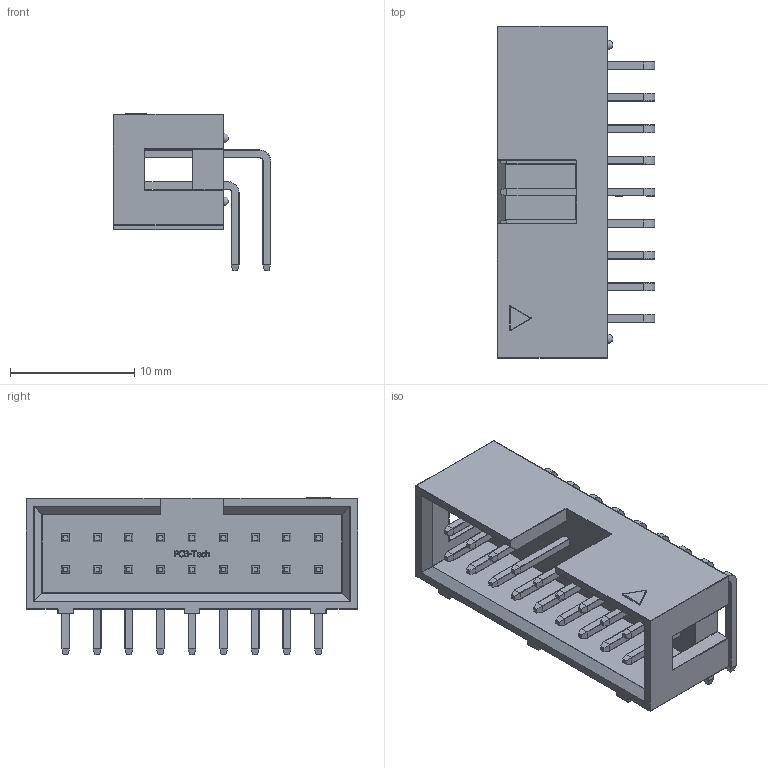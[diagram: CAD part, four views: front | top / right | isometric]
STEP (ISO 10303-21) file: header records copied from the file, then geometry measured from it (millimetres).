
FILE_DESCRIPTION(/* description */ (''),/* implementation_level */ '2;1');
FILE_NAME(/* name */ '18-Pin Shrouded Header (IDC) Right Angle.STEP',/* time_stamp */ '2019-09-21T08:52:22+02:00',/* author */ ('Bernd das Brot'),/* organization */ (''),/* preprocessor_version */ 'ST-DEVELOPER v17',/* originating_system */ 'Autodesk Inventor 2019',/* authorisation */ '');
FILE_SCHEMA (('AUTOMOTIVE_DESIGN { 1 0 10303 214 3 1 1 }'));
Length unit declared in the file: millimetre
Products named in the file (4): 18-Pin Shrouded Header (IDC) Right Angle; Lower Contact; Upper Contact; 18-Pin Shrouded Header Body
Assembly tree (19 placements, depth 2):
  18-Pin Shrouded Header (IDC) Right Angle
    Lower Contact  x9
    Upper Contact  x9
    18-Pin Shrouded Header Body
Bounding box: 12.65 x 26.67 x 12.67 mm (x, y, z)
Volume: 1156.9 mm3; surface area: 2366 mm2
Topology: 19 solids, 19 shells, 982 faces, 2460 edges, 1525 vertices
Faces by surface type: plane 466, cylinder 300, torus 95, bspline 80, sphere 41
Entity records: 15708 total; most frequent: CARTESIAN_POINT 3823, ORIENTED_EDGE 2480, DIRECTION 2313, EDGE_CURVE 1240, AXIS2_PLACEMENT_3D 772, LINE 769, VECTOR 769, VERTEX_POINT 757
